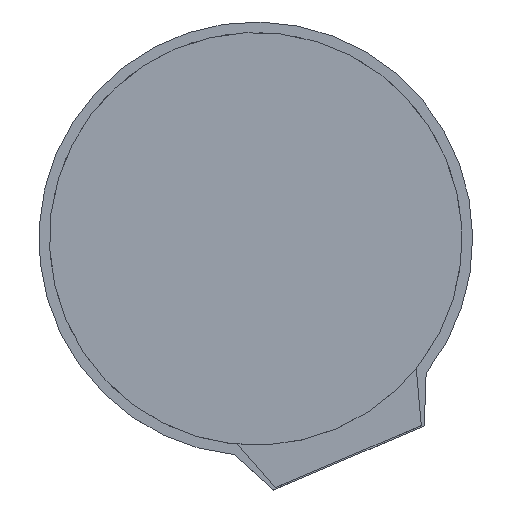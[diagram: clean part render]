
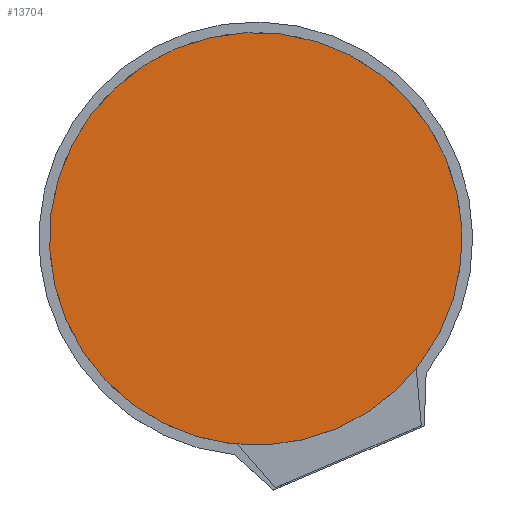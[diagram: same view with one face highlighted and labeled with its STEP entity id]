
A CAD part, top view. The second image highlights one B-rep face of the part: STEP entity #13704.
In plain terms, the highlighted planar face has unit normal (0, 0, 1).
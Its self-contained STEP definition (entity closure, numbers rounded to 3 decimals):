
#3267=PLANE('',#14815);
#3995=ORIENTED_EDGE('',*,*,#8167,.T.);
#8167=EDGE_CURVE('',#10254,#10254,#11660,.T.);
#10254=VERTEX_POINT('',#18125);
#11660=CIRCLE('',#14813,17.856);
#11684=EDGE_LOOP('',(#3995));
#12689=FACE_BOUND('',#11684,.T.);
#13704=ADVANCED_FACE('',(#12689),#3267,.T.);
#14813=AXIS2_PLACEMENT_3D('',#18124,#15577,#15578);
#14815=AXIS2_PLACEMENT_3D('',#18127,#15581,#15582);
#15577=DIRECTION('',(0.,0.,1.));
#15578=DIRECTION('',(1.,0.,0.));
#15581=DIRECTION('',(0.,0.,1.));
#15582=DIRECTION('',(1.,0.,0.));
#18124=CARTESIAN_POINT('',(0.,0.,3.556));
#18125=CARTESIAN_POINT('',(17.856,0.,3.556));
#18127=CARTESIAN_POINT('',(0.,0.,3.556));
